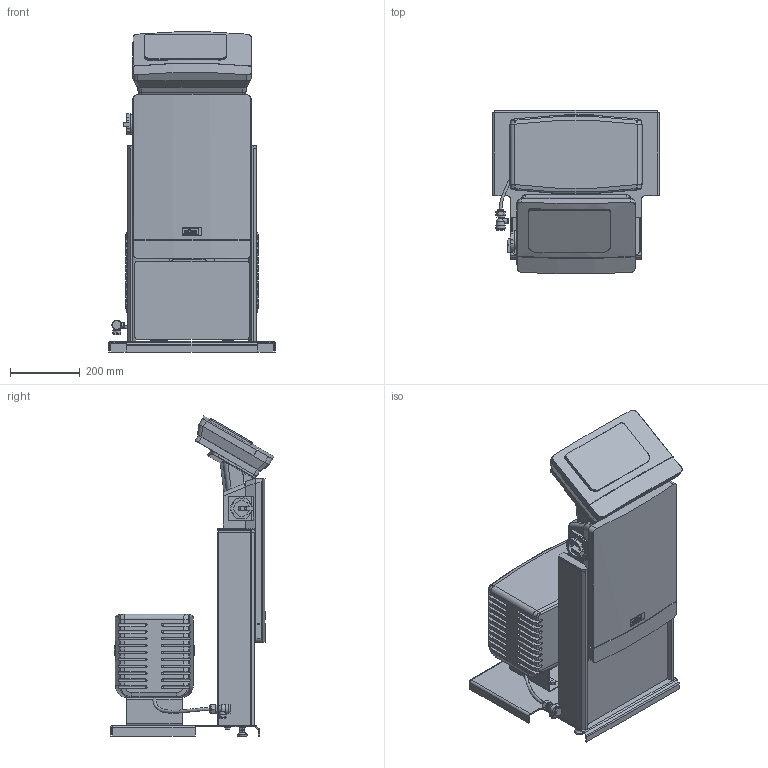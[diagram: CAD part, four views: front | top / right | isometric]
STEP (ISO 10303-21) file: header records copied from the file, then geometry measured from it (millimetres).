
FILE_DESCRIPTION(/* description */ (''),/* implementation_level */ '2;1');
FILE_NAME(/* name */ '3d_ReflexomatRS90_1T-8882900.stp',/* time_stamp */ '2024-06-19T13:32:08+02:00',/* author */ ('Andrzej'),/* organization */ (''),/* preprocessor_version */ 'ST-DEVELOPER v16.13',/* originating_system */ 'AutoCAD Mechanical',/* authorisation */ '');
FILE_SCHEMA (('AUTOMOTIVE_DESIGN { 1 0 10303 214 3 1 1 }'));
Products named in the file (1): Product
Bounding box: 480 x 471.23 x 919.9 mm (x, y, z)
Volume: 45958596.3 mm3; surface area: 3068832.8 mm2
Topology: 113 solids, 113 shells, 2861 faces, 7178 edges, 4689 vertices
Faces by surface type: plane 1861, cylinder 793, torus 65, bspline 53, cone 49, sphere 40
Full cylindrical faces by diameter (mm): 5 x2, 5.095 x18, 5.4 x6, 5.5 x12, 6.2 x2, 6.4 x1, 6.6 x4, 8 x12, 8.5 x2, 9 x8, 10.5 x9, 11.2 x18, 11.63 x2, 13.5 x8, 15 x3, 16 x33, 16.02 x4, 16.031 x4, 17 x9, 17.5 x22, 18.99 x1, 19 x9, 20 x24, 20.5 x3, 20.616 x2, 21 x2, 21.5 x1, 23 x10, 24 x1, 27 x1
Entity records: 86190 total; most frequent: CARTESIAN_POINT 18799, DIRECTION 13836, ORIENTED_EDGE 13316, EDGE_CURVE 6658, LINE 4670, VECTOR 4670, AXIS2_PLACEMENT_3D 4583, VERTEX_POINT 4576
